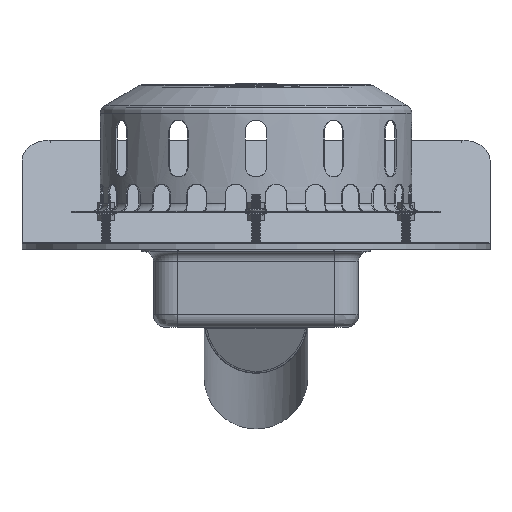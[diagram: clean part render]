
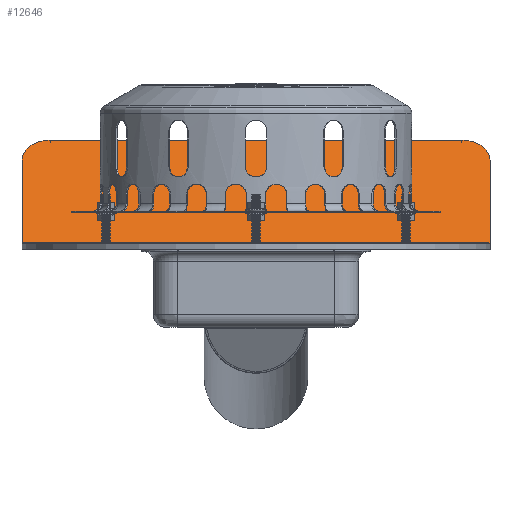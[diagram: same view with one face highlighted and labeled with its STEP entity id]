
A CAD part, left-side view. The second image highlights one B-rep face of the part: STEP entity #12646.
In plain terms, the highlighted planar face has unit normal (-0.707, 0, 0.707).
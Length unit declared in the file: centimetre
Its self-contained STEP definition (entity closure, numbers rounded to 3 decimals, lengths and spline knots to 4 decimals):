
#1057=LINE('',#19704,#1876);
#1067=LINE('',#19742,#1886);
#1073=LINE('',#19757,#1892);
#1074=LINE('',#19758,#1893);
#1876=VECTOR('',#15712,1.);
#1886=VECTOR('',#15748,1.);
#1892=VECTOR('',#15766,1.);
#1893=VECTOR('',#15767,1.);
#2960=FACE_OUTER_BOUND('',#3717,.T.);
#3717=EDGE_LOOP('',(#9235,#9236,#9237,#9238,#9239,#9240));
#4494=CIRCLE('',#13609,20.);
#4496=CIRCLE('',#13612,20.);
#5293=VERTEX_POINT('',#19697);
#5296=VERTEX_POINT('',#19702);
#5302=VERTEX_POINT('',#19717);
#5303=VERTEX_POINT('',#19719);
#5306=VERTEX_POINT('',#19726);
#5307=VERTEX_POINT('',#19728);
#6725=EDGE_CURVE('',#5296,#5293,#1057,.T.);
#6732=EDGE_CURVE('',#5303,#5302,#4494,.T.);
#6736=EDGE_CURVE('',#5307,#5306,#4496,.T.);
#6743=EDGE_CURVE('',#5302,#5307,#1067,.T.);
#6751=EDGE_CURVE('',#5303,#5296,#1073,.T.);
#6752=EDGE_CURVE('',#5306,#5293,#1074,.T.);
#9235=ORIENTED_EDGE('',*,*,#6725,.F.);
#9236=ORIENTED_EDGE('',*,*,#6751,.F.);
#9237=ORIENTED_EDGE('',*,*,#6732,.T.);
#9238=ORIENTED_EDGE('',*,*,#6743,.T.);
#9239=ORIENTED_EDGE('',*,*,#6736,.T.);
#9240=ORIENTED_EDGE('',*,*,#6752,.T.);
#12286=PLANE('',#13622);
#12646=ADVANCED_FACE('',(#2960),#12286,.F.);
#13609=AXIS2_PLACEMENT_3D('',#19720,#15726,#15727);
#13612=AXIS2_PLACEMENT_3D('',#19729,#15734,#15735);
#13622=AXIS2_PLACEMENT_3D('',#19756,#15764,#15765);
#15712=DIRECTION('',(0.,1.,0.));
#15726=DIRECTION('center_axis',(-0.707,0.,
0.707));
#15727=DIRECTION('ref_axis',(0.,-1.,0.));
#15734=DIRECTION('center_axis',(-0.707,0.,
0.707));
#15735=DIRECTION('ref_axis',(0.707,0.,0.707));
#15748=DIRECTION('',(0.,1.,0.));
#15764=DIRECTION('center_axis',(0.707,0.,
-0.707));
#15765=DIRECTION('ref_axis',(0.,1.,0.));
#15766=DIRECTION('',(-0.707,0.,-0.707));
#15767=DIRECTION('',(-0.707,0.,-0.707));
#19697=CARTESIAN_POINT('',(369.7613,167.8457,4.5858));
#19702=CARTESIAN_POINT('',(369.7613,-162.1543,4.5858));
#19704=CARTESIAN_POINT('',(369.7613,2.8457,4.5858));
#19717=CARTESIAN_POINT('',(442.2502,-142.1543,77.0746));
#19719=CARTESIAN_POINT('',(428.108,-162.1543,62.9325));
#19720=CARTESIAN_POINT('Origin',(428.108,-142.1543,62.9325));
#19726=CARTESIAN_POINT('',(428.108,167.8457,62.9325));
#19728=CARTESIAN_POINT('',(442.2502,147.8457,77.0746));
#19729=CARTESIAN_POINT('Origin',(428.108,147.8457,62.9325));
#19742=CARTESIAN_POINT('',(442.2502,-142.1543,77.0746));
#19756=CARTESIAN_POINT('Origin',(402.3801,2.8457,37.2045));
#19757=CARTESIAN_POINT('',(367.5187,-162.1543,2.3431));
#19758=CARTESIAN_POINT('',(428.108,167.8457,62.9325));
